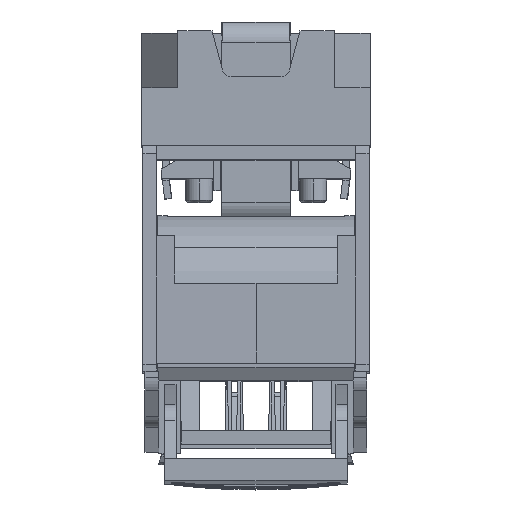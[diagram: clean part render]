
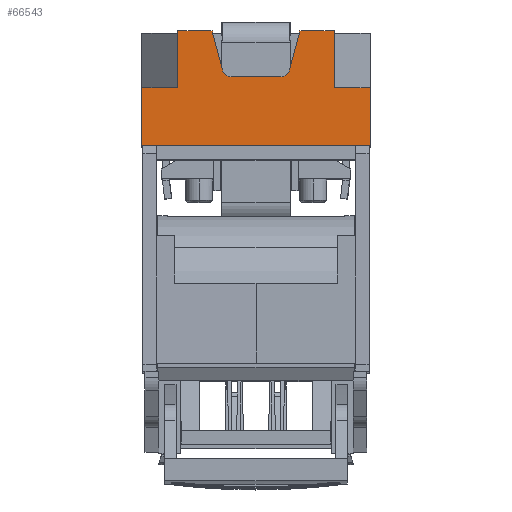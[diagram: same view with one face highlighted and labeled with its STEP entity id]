
A CAD part, top view. The second image highlights one B-rep face of the part: STEP entity #66543.
In plain terms, the highlighted planar face has unit normal (0, 0, 1).
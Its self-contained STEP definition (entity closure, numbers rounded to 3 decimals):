
#53527=DIRECTION('',(0.,-1.,0.));
#53528=VECTOR('',#53527,25.);
#53529=CARTESIAN_POINT('',(50.,-29.,277.5));
#53530=LINE('',#53529,#53528);
#53628=DIRECTION('',(1.,0.,0.));
#53629=VECTOR('',#53628,8.25);
#53630=CARTESIAN_POINT('',(19.25,-4.,277.5));
#53631=LINE('',#53630,#53629);
#53656=DIRECTION('',(1.,0.,0.));
#53657=VECTOR('',#53656,8.25);
#53658=CARTESIAN_POINT('',(-27.5,-4.,277.5));
#53659=LINE('',#53658,#53657);
#53792=DIRECTION('',(1.,0.,0.));
#53793=VECTOR('',#53792,15.736);
#53794=CARTESIAN_POINT('',(34.264,-29.,277.5));
#53795=LINE('',#53794,#53793);
#53806=DIRECTION('',(-0.259,-0.966,0.));
#53807=VECTOR('',#53806,16.424);
#53808=CARTESIAN_POINT('',(18.936,-5.171,277.5));
#53809=LINE('',#53808,#53807);
#53813=DIRECTION('',(-1.,0.,0.));
#53814=VECTOR('',#53813,0.314);
#53815=CARTESIAN_POINT('',(19.25,-4.,277.5));
#53816=LINE('',#53815,#53814);
#53820=DIRECTION('',(-1.,0.,0.));
#53821=VECTOR('',#53820,6.764);
#53822=CARTESIAN_POINT('',(34.264,-4.,277.5));
#53823=LINE('',#53822,#53821);
#53827=DIRECTION('',(0.,1.,0.));
#53828=VECTOR('',#53827,25.);
#53829=CARTESIAN_POINT('',(34.264,-29.,277.5));
#53830=LINE('',#53829,#53828);
#53834=DIRECTION('',(-1.,0.,0.));
#53835=VECTOR('',#53834,6.764);
#53836=CARTESIAN_POINT('',(-27.5,-4.,277.5));
#53837=LINE('',#53836,#53835);
#53841=DIRECTION('',(-1.,0.,0.));
#53842=VECTOR('',#53841,0.314);
#53843=CARTESIAN_POINT('',(-18.936,-4.,277.5));
#53844=LINE('',#53843,#53842);
#53848=DIRECTION('',(0.,1.,0.));
#53849=VECTOR('',#53848,1.171);
#53850=CARTESIAN_POINT('',(-18.936,-5.171,277.5));
#53851=LINE('',#53850,#53849);
#53855=DIRECTION('',(-0.259,0.966,0.));
#53856=VECTOR('',#53855,16.424);
#53857=CARTESIAN_POINT('',(-14.685,-21.035,277.5));
#53858=LINE('',#53857,#53856);
#53862=CARTESIAN_POINT('',(-10.822,-20.,277.5));
#53863=DIRECTION('',(0.,0.,-1.));
#53864=DIRECTION('',(0.,-1.,0.));
#53865=AXIS2_PLACEMENT_3D('',#53862,#53863,#53864);
#53870=CARTESIAN_POINT('',(10.822,-20.,277.5));
#53871=DIRECTION('',(0.,0.,-1.));
#53872=DIRECTION('',(0.966,-0.259,0.));
#53873=AXIS2_PLACEMENT_3D('',#53870,#53871,#53872);
#53936=DIRECTION('',(0.,1.,0.));
#53937=VECTOR('',#53936,1.171);
#53938=CARTESIAN_POINT('',(18.936,-5.171,277.5));
#53939=LINE('',#53938,#53937);
#54514=DIRECTION('',(1.,0.,0.));
#54515=VECTOR('',#54514,21.643);
#54516=CARTESIAN_POINT('',(-10.822,-24.,277.5));
#54517=LINE('',#54516,#54515);
#55871=DIRECTION('',(-1.,0.,0.));
#55872=VECTOR('',#55871,100.);
#55873=CARTESIAN_POINT('',(50.,-54.,277.5));
#55874=LINE('',#55873,#55872);
#61260=DIRECTION('',(0.,1.,0.));
#61261=VECTOR('',#61260,25.);
#61262=CARTESIAN_POINT('',(-50.,-54.,277.5));
#61263=LINE('',#61262,#61261);
#61295=DIRECTION('',(0.,1.,0.));
#61296=VECTOR('',#61295,25.);
#61297=CARTESIAN_POINT('',(-34.264,-29.,277.5));
#61298=LINE('',#61297,#61296);
#61309=DIRECTION('',(1.,0.,0.));
#61310=VECTOR('',#61309,15.736);
#61311=CARTESIAN_POINT('',(-50.,-29.,277.5));
#61312=LINE('',#61311,#61310);
#63343=CARTESIAN_POINT('',(50.,-54.,277.5));
#63344=VERTEX_POINT('',#63343);
#63345=CARTESIAN_POINT('',(-50.,-54.,277.5));
#63346=VERTEX_POINT('',#63345);
#63626=CARTESIAN_POINT('',(-50.,-29.,277.5));
#63627=VERTEX_POINT('',#63626);
#63632=CARTESIAN_POINT('',(18.936,-5.171,277.5));
#63633=CARTESIAN_POINT('',(14.685,-21.035,277.5));
#63634=VERTEX_POINT('',#63632);
#63635=VERTEX_POINT('',#63633);
#63636=CARTESIAN_POINT('',(10.822,-24.,277.5));
#63637=VERTEX_POINT('',#63636);
#63638=CARTESIAN_POINT('',(-10.822,-24.,277.5));
#63639=VERTEX_POINT('',#63638);
#63640=CARTESIAN_POINT('',(-14.685,-21.035,277.5));
#63641=VERTEX_POINT('',#63640);
#63642=CARTESIAN_POINT('',(-18.936,-5.171,277.5));
#63643=VERTEX_POINT('',#63642);
#63644=CARTESIAN_POINT('',(-18.936,-4.,277.5));
#63645=VERTEX_POINT('',#63644);
#63646=CARTESIAN_POINT('',(-19.25,-4.,277.5));
#63647=VERTEX_POINT('',#63646);
#63648=CARTESIAN_POINT('',(-27.5,-4.,277.5));
#63649=VERTEX_POINT('',#63648);
#63650=CARTESIAN_POINT('',(-34.264,-4.,277.5));
#63651=VERTEX_POINT('',#63650);
#63652=CARTESIAN_POINT('',(-34.264,-29.,277.5));
#63653=VERTEX_POINT('',#63652);
#63654=CARTESIAN_POINT('',(50.,-29.,277.5));
#63655=VERTEX_POINT('',#63654);
#63656=CARTESIAN_POINT('',(34.264,-29.,277.5));
#63657=VERTEX_POINT('',#63656);
#63658=CARTESIAN_POINT('',(34.264,-4.,277.5));
#63659=VERTEX_POINT('',#63658);
#63660=CARTESIAN_POINT('',(27.5,-4.,277.5));
#63661=VERTEX_POINT('',#63660);
#63662=CARTESIAN_POINT('',(19.25,-4.,277.5));
#63663=VERTEX_POINT('',#63662);
#63664=CARTESIAN_POINT('',(18.936,-4.,277.5));
#63665=VERTEX_POINT('',#63664);
#66504=CARTESIAN_POINT('',(0.,-4.,277.5));
#66505=DIRECTION('',(0.,0.,1.));
#66506=DIRECTION('',(0.,-1.,0.));
#66507=AXIS2_PLACEMENT_3D('',#66504,#66505,#66506);
#66508=PLANE('',#66507);
#66510=ORIENTED_EDGE('',*,*,#66509,.F.);
#66512=ORIENTED_EDGE('',*,*,#66511,.T.);
#66513=ORIENTED_EDGE('',*,*,#66389,.F.);
#66514=ORIENTED_EDGE('',*,*,#66387,.T.);
#66515=ORIENTED_EDGE('',*,*,#66385,.F.);
#66517=ORIENTED_EDGE('',*,*,#66516,.F.);
#66518=ORIENTED_EDGE('',*,*,#66489,.T.);
#66519=ORIENTED_EDGE('',*,*,#66326,.T.);
#66521=ORIENTED_EDGE('',*,*,#66520,.T.);
#66523=ORIENTED_EDGE('',*,*,#66522,.T.);
#66525=ORIENTED_EDGE('',*,*,#66524,.T.);
#66527=ORIENTED_EDGE('',*,*,#66526,.T.);
#66528=ORIENTED_EDGE('',*,*,#66401,.F.);
#66529=ORIENTED_EDGE('',*,*,#66399,.T.);
#66530=ORIENTED_EDGE('',*,*,#66397,.F.);
#66532=ORIENTED_EDGE('',*,*,#66531,.F.);
#66534=ORIENTED_EDGE('',*,*,#66533,.F.);
#66536=ORIENTED_EDGE('',*,*,#66535,.F.);
#66538=ORIENTED_EDGE('',*,*,#66537,.T.);
#66540=ORIENTED_EDGE('',*,*,#66539,.F.);
#66541=EDGE_LOOP('',(#66510,#66512,#66513,#66514,#66515,#66517,#66518,#66519,
#66521,#66523,#66525,#66527,#66528,#66529,#66530,#66532,#66534,#66536,#66538,
#66540));
#66542=FACE_OUTER_BOUND('',#66541,.F.);
#53866=CIRCLE('',#53865,4.);
#53874=CIRCLE('',#53873,4.);
#66326=EDGE_CURVE('',#63655,#63344,#53530,.T.);
#66385=EDGE_CURVE('',#63659,#63661,#53823,.T.);
#66387=EDGE_CURVE('',#63663,#63661,#53631,.T.);
#66389=EDGE_CURVE('',#63663,#63665,#53816,.T.);
#66397=EDGE_CURVE('',#63645,#63647,#53844,.T.);
#66399=EDGE_CURVE('',#63649,#63647,#53659,.T.);
#66401=EDGE_CURVE('',#63649,#63651,#53837,.T.);
#66489=EDGE_CURVE('',#63657,#63655,#53795,.T.);
#66509=EDGE_CURVE('',#63634,#63635,#53809,.T.);
#66511=EDGE_CURVE('',#63634,#63665,#53939,.T.);
#66516=EDGE_CURVE('',#63657,#63659,#53830,.T.);
#66520=EDGE_CURVE('',#63344,#63346,#55874,.T.);
#66522=EDGE_CURVE('',#63346,#63627,#61263,.T.);
#66524=EDGE_CURVE('',#63627,#63653,#61312,.T.);
#66526=EDGE_CURVE('',#63653,#63651,#61298,.T.);
#66531=EDGE_CURVE('',#63643,#63645,#53851,.T.);
#66533=EDGE_CURVE('',#63641,#63643,#53858,.T.);
#66535=EDGE_CURVE('',#63639,#63641,#53866,.T.);
#66537=EDGE_CURVE('',#63639,#63637,#54517,.T.);
#66539=EDGE_CURVE('',#63635,#63637,#53874,.T.);
#66543=ADVANCED_FACE('',(#66542),#66508,.T.);
